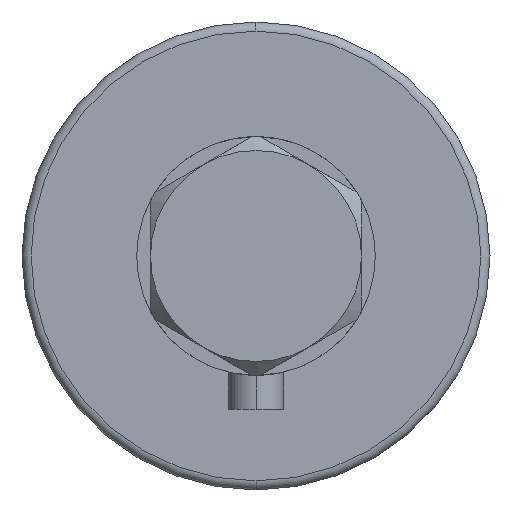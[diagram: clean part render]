
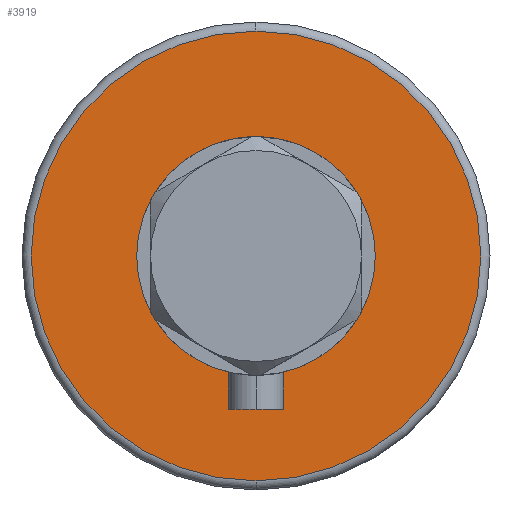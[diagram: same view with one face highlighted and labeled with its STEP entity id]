
A CAD part, left-side view. The second image highlights one B-rep face of the part: STEP entity #3919.
In plain terms, the highlighted face is planar.
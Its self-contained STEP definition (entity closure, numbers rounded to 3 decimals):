
#112 = DIRECTION ( 'NONE',  ( 1., 0., 0. ) ) ;
#216 = VERTEX_POINT ( 'NONE', #1145 ) ;
#259 = DIRECTION ( 'NONE',  ( 0., 0., -1. ) ) ;
#428 = EDGE_LOOP ( 'NONE', ( #3884, #2056 ) ) ;
#514 = DIRECTION ( 'NONE',  ( 0., 0., 1. ) ) ;
#554 = CARTESIAN_POINT ( 'NONE',  ( 0., 0., 0. ) ) ;
#578 = DIRECTION ( 'NONE',  ( 0., 0., -1. ) ) ;
#1131 = DIRECTION ( 'NONE',  ( 0., 0., 1. ) ) ;
#1145 = CARTESIAN_POINT ( 'NONE',  ( -20., 0., 0. ) ) ;
#1527 = PLANE ( 'NONE',  #2800 ) ;
#1945 = FACE_OUTER_BOUND ( 'NONE', #3807, .T. ) ;
#2056 = ORIENTED_EDGE ( 'NONE', *, *, #2944, .T. ) ;
#2184 = CARTESIAN_POINT ( 'NONE',  ( 49., 0., 0. ) ) ;
#2233 = AXIS2_PLACEMENT_3D ( 'NONE', #4377, #259, #4744 ) ;
#2534 = EDGE_CURVE ( 'NONE', #4444, #3422, #3624, .T. ) ;
#2655 = CARTESIAN_POINT ( 'NONE',  ( 0., 0., 0. ) ) ;
#2737 = DIRECTION ( 'NONE',  ( 1., 0., 0. ) ) ;
#2800 = AXIS2_PLACEMENT_3D ( 'NONE', #2655, #1131, #2737 ) ;
#2809 = AXIS2_PLACEMENT_3D ( 'NONE', #4257, #3883, #3405 ) ;
#2846 = CARTESIAN_POINT ( 'NONE',  ( 0., 0., 0. ) ) ;
#2900 = VERTEX_POINT ( 'NONE', #3341 ) ;
#2944 = EDGE_CURVE ( 'NONE', #216, #2900, #3043, .T. ) ;
#2964 = AXIS2_PLACEMENT_3D ( 'NONE', #2846, #514, #112 ) ;
#3043 = CIRCLE ( 'NONE', #2964, 20. ) ;
#3080 = ORIENTED_EDGE ( 'NONE', *, *, #2534, .T. ) ;
#3173 = FACE_BOUND ( 'NONE', #428, .T. ) ;
#3341 = CARTESIAN_POINT ( 'NONE',  ( 20., 0., 0. ) ) ;
#3405 = DIRECTION ( 'NONE',  ( 1., 0., 0. ) ) ;
#3422 = VERTEX_POINT ( 'NONE', #4129 ) ;
#3624 = CIRCLE ( 'NONE', #4059, 49. ) ;
#3807 = EDGE_LOOP ( 'NONE', ( #3080, #4761 ) ) ;
#3883 = DIRECTION ( 'NONE',  ( 0., 0., 1. ) ) ;
#3884 = ORIENTED_EDGE ( 'NONE', *, *, #4741, .T. ) ;
#3887 = EDGE_CURVE ( 'NONE', #3422, #4444, #5086, .T. ) ;
#3919 = ADVANCED_FACE ( 'NONE', ( #1945, #3173 ), #1527, .F. ) ;
#4059 = AXIS2_PLACEMENT_3D ( 'NONE', #554, #578, #5027 ) ;
#4129 = CARTESIAN_POINT ( 'NONE',  ( -49., 0., 0. ) ) ;
#4257 = CARTESIAN_POINT ( 'NONE',  ( 0., 0., 0. ) ) ;
#4377 = CARTESIAN_POINT ( 'NONE',  ( 0., 0., 0. ) ) ;
#4444 = VERTEX_POINT ( 'NONE', #2184 ) ;
#4741 = EDGE_CURVE ( 'NONE', #2900, #216, #4937, .T. ) ;
#4744 = DIRECTION ( 'NONE',  ( 1., 0., 0. ) ) ;
#4761 = ORIENTED_EDGE ( 'NONE', *, *, #3887, .T. ) ;
#4937 = CIRCLE ( 'NONE', #2809, 20. ) ;
#5027 = DIRECTION ( 'NONE',  ( 1., 0., 0. ) ) ;
#5086 = CIRCLE ( 'NONE', #2233, 49. ) ;
